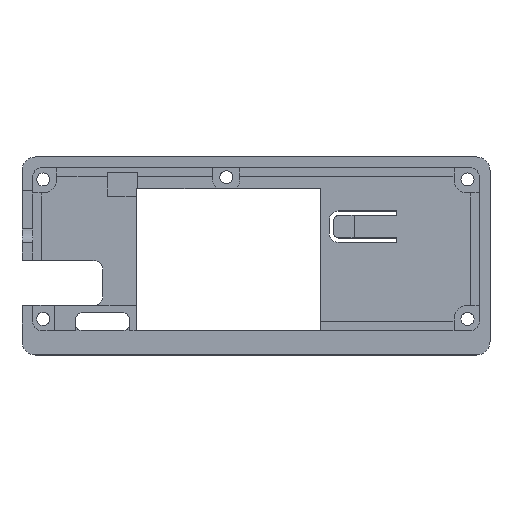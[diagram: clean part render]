
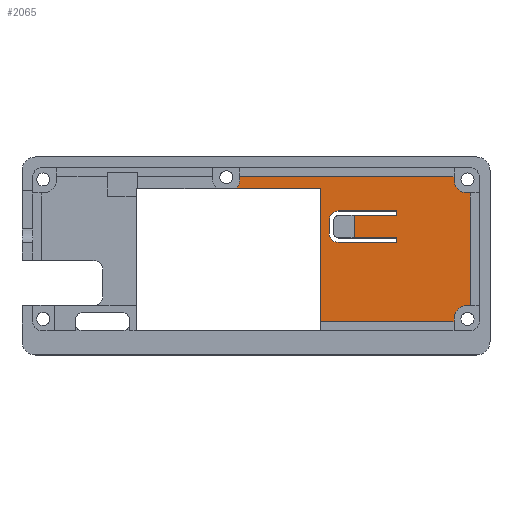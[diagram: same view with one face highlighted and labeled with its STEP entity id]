
A CAD part, top view. The second image highlights one B-rep face of the part: STEP entity #2065.
In plain terms, the highlighted planar face has unit normal (0, 0, 1).
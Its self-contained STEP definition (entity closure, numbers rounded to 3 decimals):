
#15=FACE_BOUND('',#245,.T.);
#54=PLANE('',#2212);
#141=FACE_OUTER_BOUND('',#244,.T.);
#244=EDGE_LOOP('',(#1577,#1578,#1579,#1580,#1581,#1582,#1583,#1584,#1585,
#1586,#1587,#1588,#1589));
#245=EDGE_LOOP('',(#1590,#1591,#1592,#1593,#1594,#1595,#1596,#1597,#1598,
#1599));
#399=LINE('',#3081,#647);
#405=LINE('',#3096,#653);
#410=LINE('',#3112,#658);
#420=LINE('',#3136,#668);
#423=LINE('',#3140,#671);
#425=LINE('',#3145,#673);
#428=LINE('',#3149,#676);
#429=LINE('',#3153,#677);
#430=LINE('',#3155,#678);
#431=LINE('',#3157,#679);
#432=LINE('',#3159,#680);
#433=LINE('',#3163,#681);
#434=LINE('',#3165,#682);
#435=LINE('',#3167,#683);
#436=LINE('',#3171,#684);
#437=LINE('',#3173,#685);
#438=LINE('',#3175,#686);
#439=LINE('',#3177,#687);
#647=VECTOR('',#2487,10.);
#653=VECTOR('',#2501,10.);
#658=VECTOR('',#2514,10.);
#668=VECTOR('',#2534,10.);
#671=VECTOR('',#2539,10.);
#673=VECTOR('',#2543,10.);
#676=VECTOR('',#2548,10.);
#677=VECTOR('',#2551,10.);
#678=VECTOR('',#2552,10.);
#679=VECTOR('',#2553,10.);
#680=VECTOR('',#2554,10.);
#681=VECTOR('',#2557,10.);
#682=VECTOR('',#2558,10.);
#683=VECTOR('',#2559,10.);
#684=VECTOR('',#2562,10.);
#685=VECTOR('',#2563,10.);
#686=VECTOR('',#2564,10.);
#687=VECTOR('',#2567,10.);
#841=CIRCLE('',#2193,2.);
#843=CIRCLE('',#2197,2.);
#849=CIRCLE('',#2213,3.);
#850=CIRCLE('',#2214,3.);
#851=CIRCLE('',#2215,3.);
#947=VERTEX_POINT('',#3071);
#948=VERTEX_POINT('',#3072);
#951=VERTEX_POINT('',#3080);
#953=VERTEX_POINT('',#3086);
#954=VERTEX_POINT('',#3087);
#962=VERTEX_POINT('',#3109);
#963=VERTEX_POINT('',#3111);
#971=VERTEX_POINT('',#3133);
#972=VERTEX_POINT('',#3135);
#974=VERTEX_POINT('',#3144);
#975=VERTEX_POINT('',#3151);
#976=VERTEX_POINT('',#3152);
#977=VERTEX_POINT('',#3154);
#978=VERTEX_POINT('',#3156);
#979=VERTEX_POINT('',#3158);
#980=VERTEX_POINT('',#3160);
#981=VERTEX_POINT('',#3162);
#982=VERTEX_POINT('',#3164);
#983=VERTEX_POINT('',#3166);
#984=VERTEX_POINT('',#3168);
#985=VERTEX_POINT('',#3170);
#986=VERTEX_POINT('',#3172);
#987=VERTEX_POINT('',#3174);
#1176=EDGE_CURVE('',#947,#948,#841,.T.);
#1180=EDGE_CURVE('',#951,#948,#399,.T.);
#1183=EDGE_CURVE('',#953,#954,#843,.T.);
#1188=EDGE_CURVE('',#947,#954,#405,.T.);
#1195=EDGE_CURVE('',#963,#962,#410,.T.);
#1207=EDGE_CURVE('',#972,#971,#420,.T.);
#1210=EDGE_CURVE('',#971,#951,#423,.T.);
#1212=EDGE_CURVE('',#974,#963,#425,.T.);
#1215=EDGE_CURVE('',#953,#974,#428,.T.);
#1216=EDGE_CURVE('',#975,#976,#429,.T.);
#1217=EDGE_CURVE('',#976,#977,#430,.T.);
#1218=EDGE_CURVE('',#977,#978,#431,.T.);
#1219=EDGE_CURVE('',#978,#979,#432,.T.);
#1220=EDGE_CURVE('',#980,#979,#849,.F.);
#1221=EDGE_CURVE('',#980,#981,#433,.T.);
#1222=EDGE_CURVE('',#981,#982,#434,.T.);
#1223=EDGE_CURVE('',#982,#983,#435,.T.);
#1224=EDGE_CURVE('',#984,#983,#850,.F.);
#1225=EDGE_CURVE('',#984,#985,#436,.T.);
#1226=EDGE_CURVE('',#985,#986,#437,.T.);
#1227=EDGE_CURVE('',#986,#987,#438,.T.);
#1228=EDGE_CURVE('',#975,#987,#851,.F.);
#1229=EDGE_CURVE('',#962,#972,#439,.T.);
#1577=ORIENTED_EDGE('',*,*,#1216,.T.);
#1578=ORIENTED_EDGE('',*,*,#1217,.T.);
#1579=ORIENTED_EDGE('',*,*,#1218,.T.);
#1580=ORIENTED_EDGE('',*,*,#1219,.T.);
#1581=ORIENTED_EDGE('',*,*,#1220,.F.);
#1582=ORIENTED_EDGE('',*,*,#1221,.T.);
#1583=ORIENTED_EDGE('',*,*,#1222,.T.);
#1584=ORIENTED_EDGE('',*,*,#1223,.T.);
#1585=ORIENTED_EDGE('',*,*,#1224,.F.);
#1586=ORIENTED_EDGE('',*,*,#1225,.T.);
#1587=ORIENTED_EDGE('',*,*,#1226,.T.);
#1588=ORIENTED_EDGE('',*,*,#1227,.T.);
#1589=ORIENTED_EDGE('',*,*,#1228,.F.);
#1590=ORIENTED_EDGE('',*,*,#1207,.T.);
#1591=ORIENTED_EDGE('',*,*,#1210,.T.);
#1592=ORIENTED_EDGE('',*,*,#1180,.T.);
#1593=ORIENTED_EDGE('',*,*,#1176,.F.);
#1594=ORIENTED_EDGE('',*,*,#1188,.T.);
#1595=ORIENTED_EDGE('',*,*,#1183,.F.);
#1596=ORIENTED_EDGE('',*,*,#1215,.T.);
#1597=ORIENTED_EDGE('',*,*,#1212,.T.);
#1598=ORIENTED_EDGE('',*,*,#1195,.T.);
#1599=ORIENTED_EDGE('',*,*,#1229,.T.);
#2065=ADVANCED_FACE('',(#141,#15),#54,.T.);
#2193=AXIS2_PLACEMENT_3D('',#3073,#2479,#2480);
#2197=AXIS2_PLACEMENT_3D('',#3088,#2492,#2493);
#2212=AXIS2_PLACEMENT_3D('',#3150,#2549,#2550);
#2213=AXIS2_PLACEMENT_3D('',#3161,#2555,#2556);
#2214=AXIS2_PLACEMENT_3D('',#3169,#2560,#2561);
#2215=AXIS2_PLACEMENT_3D('',#3176,#2565,#2566);
#2479=DIRECTION('center_axis',(0.,0.,1.));
#2480=DIRECTION('ref_axis',(-0.707,-0.707,0.));
#2487=DIRECTION('',(-1.,0.,0.));
#2492=DIRECTION('center_axis',(0.,0.,1.));
#2493=DIRECTION('ref_axis',(-0.707,0.707,0.));
#2501=DIRECTION('',(0.,1.,0.));
#2514=DIRECTION('',(-1.,0.,0.));
#2534=DIRECTION('',(1.,0.,0.));
#2539=DIRECTION('',(0.,-1.,0.));
#2543=DIRECTION('',(0.,-1.,0.));
#2548=DIRECTION('',(1.,0.,0.));
#2549=DIRECTION('center_axis',(0.,0.,1.));
#2550=DIRECTION('ref_axis',(1.,0.,0.));
#2551=DIRECTION('',(1.,0.,0.));
#2552=DIRECTION('',(0.,-1.,0.));
#2553=DIRECTION('',(1.,0.,0.));
#2554=DIRECTION('',(0.,1.,0.));
#2555=DIRECTION('center_axis',(0.,0.,-1.));
#2556=DIRECTION('ref_axis',(-0.707,0.707,0.));
#2557=DIRECTION('',(1.,0.,0.));
#2558=DIRECTION('',(0.,1.,0.));
#2559=DIRECTION('',(-1.,0.,0.));
#2560=DIRECTION('center_axis',(0.,0.,-1.));
#2561=DIRECTION('ref_axis',(-0.707,-0.707,0.));
#2562=DIRECTION('',(0.,1.,0.));
#2563=DIRECTION('',(-1.,0.,0.));
#2564=DIRECTION('',(0.,-1.,0.));
#2565=DIRECTION('center_axis',(0.,0.,-1.));
#2566=DIRECTION('ref_axis',(-0.707,-0.707,0.));
#2567=DIRECTION('',(0.,-1.,0.));
#3071=CARTESIAN_POINT('',(14.3,-7.,1.));
#3072=CARTESIAN_POINT('',(16.3,-9.,1.));
#3073=CARTESIAN_POINT('Origin',(16.3,-7.,1.));
#3080=CARTESIAN_POINT('',(29.3,-9.,1.));
#3081=CARTESIAN_POINT('',(13.65,-9.,1.));
#3086=CARTESIAN_POINT('',(16.3,-2.,1.));
#3087=CARTESIAN_POINT('',(14.3,-4.,1.));
#3088=CARTESIAN_POINT('Origin',(16.3,-4.,1.));
#3096=CARTESIAN_POINT('',(14.3,-10.5,1.));
#3109=CARTESIAN_POINT('',(19.8,-3.,1.));
#3111=CARTESIAN_POINT('',(29.3,-3.,1.));
#3112=CARTESIAN_POINT('',(13.65,-3.,1.));
#3133=CARTESIAN_POINT('',(29.3,-8.,1.));
#3135=CARTESIAN_POINT('',(19.8,-8.,1.));
#3136=CARTESIAN_POINT('',(6.65,-8.,1.));
#3140=CARTESIAN_POINT('',(29.3,-10.,1.));
#3144=CARTESIAN_POINT('',(29.3,-2.,1.));
#3145=CARTESIAN_POINT('',(29.3,-7.,1.));
#3149=CARTESIAN_POINT('',(6.15,-2.,1.));
#3150=CARTESIAN_POINT('Origin',(-2.,-12.,1.));
#3151=CARTESIAN_POINT('',(-6.364,3.,1.));
#3152=CARTESIAN_POINT('',(12.4,3.,1.));
#3153=CARTESIAN_POINT('',(5.2,3.,1.));
#3154=CARTESIAN_POINT('',(12.4,-26.6,1.));
#3155=CARTESIAN_POINT('',(12.4,-20.3,1.));
#3156=CARTESIAN_POINT('',(42.,-26.6,1.));
#3157=CARTESIAN_POINT('',(21.8,-26.6,1.));
#3158=CARTESIAN_POINT('',(42.,-26.,1.));
#3159=CARTESIAN_POINT('',(42.,-17.5,1.));
#3160=CARTESIAN_POINT('',(45.,-23.,1.));
#3161=CARTESIAN_POINT('Origin',(45.,-26.,1.));
#3162=CARTESIAN_POINT('',(45.6,-23.,1.));
#3163=CARTESIAN_POINT('',(22.8,-23.,1.));
#3164=CARTESIAN_POINT('',(45.6,2.,1.));
#3165=CARTESIAN_POINT('',(45.6,-3.2,1.));
#3166=CARTESIAN_POINT('',(45.,2.,1.));
#3167=CARTESIAN_POINT('',(20.,2.,1.));
#3168=CARTESIAN_POINT('',(42.,5.,1.));
#3169=CARTESIAN_POINT('Origin',(45.,5.,1.));
#3170=CARTESIAN_POINT('',(42.,5.6,1.));
#3171=CARTESIAN_POINT('',(42.,-2.2,1.));
#3172=CARTESIAN_POINT('',(-5.6,5.6,1.));
#3173=CARTESIAN_POINT('',(-25.8,5.6,1.));
#3174=CARTESIAN_POINT('',(-5.6,5.,1.));
#3175=CARTESIAN_POINT('',(-5.6,-5.,1.));
#3176=CARTESIAN_POINT('Origin',(-8.6,5.,1.));
#3177=CARTESIAN_POINT('',(19.8,-10.,1.));
